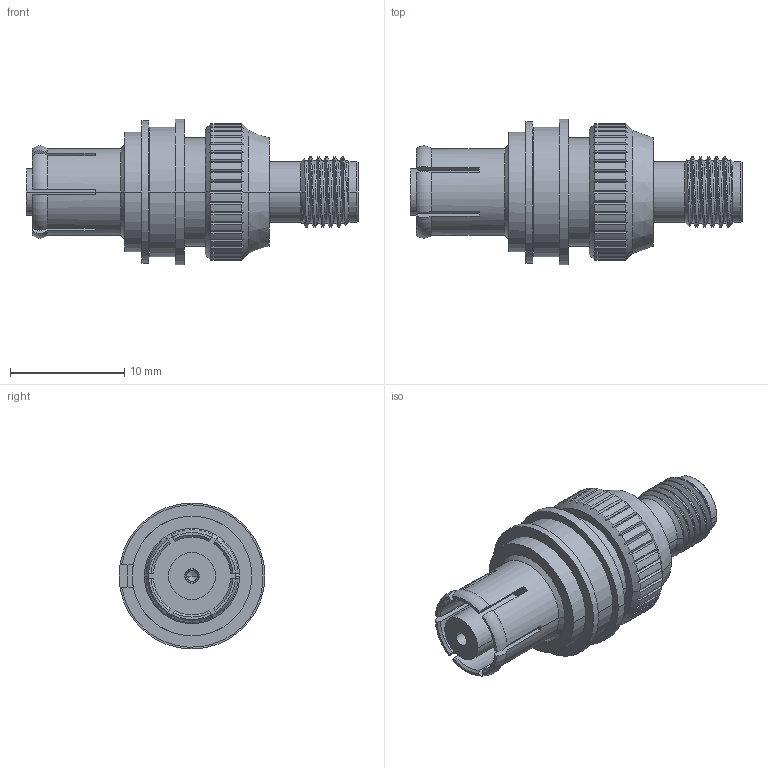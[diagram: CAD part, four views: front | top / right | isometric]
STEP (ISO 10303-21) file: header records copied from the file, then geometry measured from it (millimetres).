
FILE_DESCRIPTION((''),'2;1');
FILE_NAME('242105RP-10_SW0001','2018-08-24T',('Viji'),(''),'CREO PARAMETRIC BY PTC INC, 2017020','CREO PARAMETRIC BY PTC INC, 2017020','');
FILE_SCHEMA(('CONFIG_CONTROL_DESIGN'));
Length unit declared in the file: inch
Products named in the file (1): 242105RP-10_SW0001
Bounding box: 29.12 x 12.8 x 12.8 mm (x, y, z)
Volume: 1614.9 mm3; surface area: 1502.8 mm2
Topology: 1 solids, 1 shells, 269 faces, 746 edges, 486 vertices
Faces by surface type: plane 134, cylinder 87, cone 34, bspline 8, torus 6
Entity records: 11465 total; most frequent: CARTESIAN_POINT 4828, ORIENTED_EDGE 1484, DIRECTION 1262, EDGE_CURVE 742, AXIS2_PLACEMENT_3D 487, VERTEX_POINT 486, VECTOR 288, LINE 288
